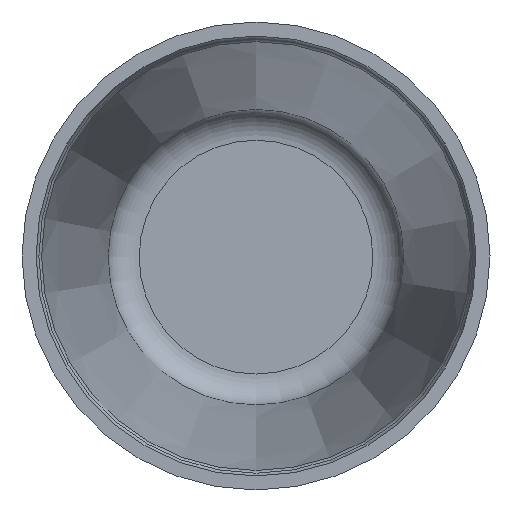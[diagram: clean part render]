
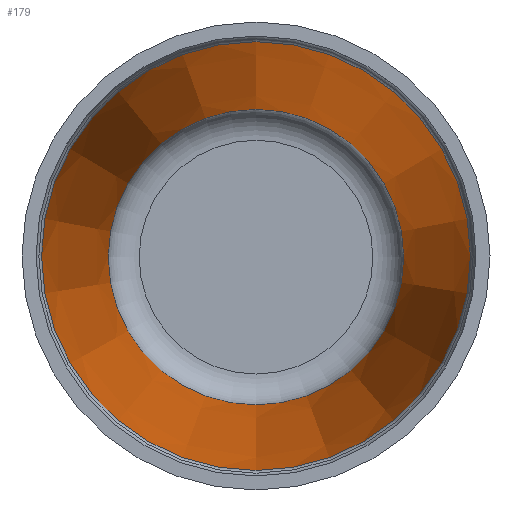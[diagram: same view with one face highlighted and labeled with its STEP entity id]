
A CAD part, top view. The second image highlights one B-rep face of the part: STEP entity #179.
In plain terms, the highlighted conical face has half-angle 6.34 degrees and reference radius 11.641 mm.
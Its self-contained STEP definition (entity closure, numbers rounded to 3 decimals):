
#20=LINE('',#320,#25);
#25=VECTOR('',#252,11.641);
#30=CONICAL_SURFACE('',#211,11.641,0.111);
#35=FACE_OUTER_BOUND('',#48,.T.);
#48=EDGE_LOOP('',(#123,#124,#125,#126,#127,#128));
#63=CIRCLE('',#209,9.479);
#64=CIRCLE('',#210,9.479);
#65=CIRCLE('',#212,13.744);
#66=CIRCLE('',#213,13.744);
#81=VERTEX_POINT('',#313);
#82=VERTEX_POINT('',#315);
#83=VERTEX_POINT('',#319);
#84=VERTEX_POINT('',#321);
#96=EDGE_CURVE('',#81,#82,#63,.T.);
#97=EDGE_CURVE('',#82,#81,#64,.T.);
#98=EDGE_CURVE('',#82,#83,#20,.T.);
#99=EDGE_CURVE('',#84,#83,#65,.T.);
#100=EDGE_CURVE('',#83,#84,#66,.T.);
#123=ORIENTED_EDGE('',*,*,#96,.F.);
#124=ORIENTED_EDGE('',*,*,#97,.F.);
#125=ORIENTED_EDGE('',*,*,#98,.T.);
#126=ORIENTED_EDGE('',*,*,#99,.F.);
#127=ORIENTED_EDGE('',*,*,#100,.F.);
#128=ORIENTED_EDGE('',*,*,#98,.F.);
#179=ADVANCED_FACE('',(#35),#30,.F.);
#209=AXIS2_PLACEMENT_3D('',#316,#246,#247);
#210=AXIS2_PLACEMENT_3D('',#317,#248,#249);
#211=AXIS2_PLACEMENT_3D('',#318,#250,#251);
#212=AXIS2_PLACEMENT_3D('',#322,#253,#254);
#213=AXIS2_PLACEMENT_3D('',#323,#255,#256);
#246=DIRECTION('center_axis',(0.,0.,1.));
#247=DIRECTION('ref_axis',(0.,-1.,0.));
#248=DIRECTION('center_axis',(0.,0.,1.));
#249=DIRECTION('ref_axis',(0.,-1.,0.));
#250=DIRECTION('center_axis',(0.,0.,1.));
#251=DIRECTION('ref_axis',(0.,1.,0.));
#252=DIRECTION('',(0.,-0.11,0.994));
#253=DIRECTION('center_axis',(0.,0.,-1.));
#254=DIRECTION('ref_axis',(0.,1.,0.));
#255=DIRECTION('center_axis',(0.,0.,-1.));
#256=DIRECTION('ref_axis',(0.,1.,0.));
#313=CARTESIAN_POINT('',(-25.521,-62.,4.314));
#315=CARTESIAN_POINT('',(-35.,-71.479,4.314));
#316=CARTESIAN_POINT('Origin',(-35.,-62.,4.314));
#317=CARTESIAN_POINT('Origin',(-35.,-62.,4.314));
#318=CARTESIAN_POINT('Origin',(-35.,-62.,23.767));
#319=CARTESIAN_POINT('',(-35.,-75.744,42.698));
#320=CARTESIAN_POINT('',(-35.,-73.641,23.767));
#321=CARTESIAN_POINT('',(-48.744,-62.,42.698));
#322=CARTESIAN_POINT('Origin',(-35.,-62.,42.698));
#323=CARTESIAN_POINT('Origin',(-35.,-62.,42.698));
